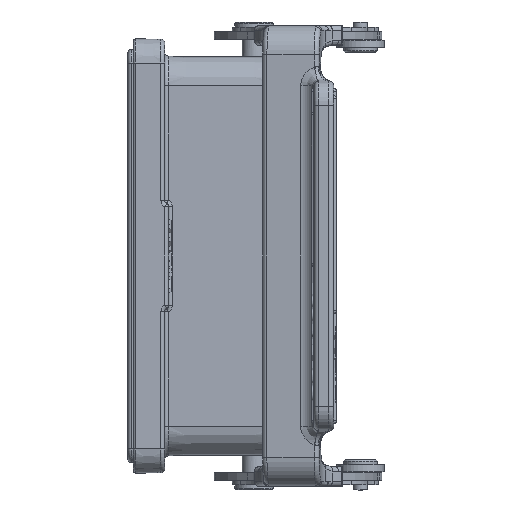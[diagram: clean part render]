
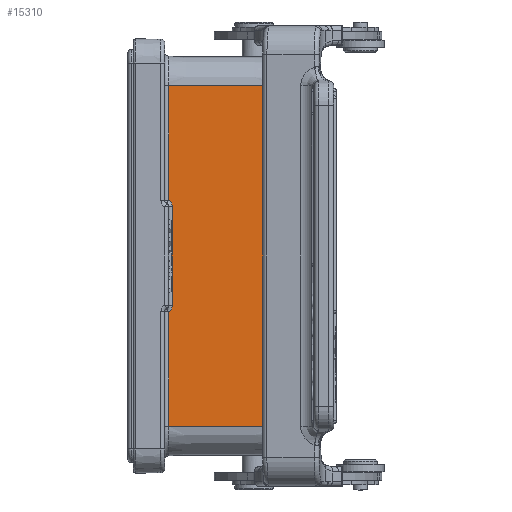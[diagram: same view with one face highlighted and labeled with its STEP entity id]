
A CAD part, left-side view. The second image highlights one B-rep face of the part: STEP entity #15310.
In plain terms, the highlighted planar face has unit normal (-1, -0.009, 0).
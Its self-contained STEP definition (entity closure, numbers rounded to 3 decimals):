
#3960=ELLIPSE('',#43303,1.6,1.6);
#3961=ELLIPSE('',#43311,1.6,1.6);
#6238=PLANE('',#43312);
#7393=LINE('',#64269,#10159);
#8441=LINE('',#75089,#11253);
#8563=LINE('',#75387,#11375);
#8565=LINE('',#75393,#11377);
#8566=LINE('',#75396,#11378);
#8567=LINE('',#75398,#11379);
#10159=VECTOR('',#48422,1.);
#11253=VECTOR('',#52088,1.);
#11375=VECTOR('',#52336,1.);
#11377=VECTOR('',#52342,1.);
#11378=VECTOR('',#52345,1.);
#11379=VECTOR('',#52346,1.);
#15310=ADVANCED_FACE('',(#17245),#6238,.T.);
#17245=FACE_OUTER_BOUND('',#19554,.T.);
#19554=EDGE_LOOP('',(#27731,#27732,#27733,#27734,#27735,#27736,#27737,#27738));
#27731=ORIENTED_EDGE('',*,*,#38400,.F.);
#27732=ORIENTED_EDGE('',*,*,#38408,.T.);
#27733=ORIENTED_EDGE('',*,*,#38409,.F.);
#27734=ORIENTED_EDGE('',*,*,#36328,.T.);
#27735=ORIENTED_EDGE('',*,*,#38270,.T.);
#27736=ORIENTED_EDGE('',*,*,#38410,.T.);
#27737=ORIENTED_EDGE('',*,*,#38411,.T.);
#27738=ORIENTED_EDGE('',*,*,#38405,.T.);
#32187=VERTEX_POINT('',#64263);
#32190=VERTEX_POINT('',#64268);
#33479=VERTEX_POINT('',#75088);
#33565=VERTEX_POINT('',#75361);
#33567=VERTEX_POINT('',#75365);
#33569=VERTEX_POINT('',#75388);
#33571=VERTEX_POINT('',#75394);
#33572=VERTEX_POINT('',#75397);
#36328=EDGE_CURVE('',#32187,#32190,#7393,.T.);
#38270=EDGE_CURVE('',#32190,#33479,#8441,.T.);
#38400=EDGE_CURVE('',#33567,#33565,#3960,.T.);
#38405=EDGE_CURVE('',#33569,#33565,#8563,.T.);
#38408=EDGE_CURVE('',#33567,#33571,#8565,.T.);
#38409=EDGE_CURVE('',#32187,#33571,#3961,.T.);
#38410=EDGE_CURVE('',#33479,#33572,#8566,.T.);
#38411=EDGE_CURVE('',#33572,#33569,#8567,.T.);
#43303=AXIS2_PLACEMENT_3D('',#75366,#52322,#52323);
#43311=AXIS2_PLACEMENT_3D('',#75395,#52343,#52344);
#43312=AXIS2_PLACEMENT_3D('',#75399,#52347,#52348);
#48422=DIRECTION('',(0.,0.,-1.));
#52088=DIRECTION('',(0.009,-1.,0.));
#52322=DIRECTION('',(-1.,-0.009,0.));
#52323=DIRECTION('',(-0.009,1.,0.));
#52336=DIRECTION('',(0.,0.,-1.));
#52342=DIRECTION('',(0.,0.,-1.));
#52343=DIRECTION('',(-1.,-0.009,0.));
#52344=DIRECTION('',(-0.009,1.,0.));
#52345=DIRECTION('',(0.,0.,1.));
#52346=DIRECTION('',(-0.009,1.,0.));
#52347=DIRECTION('',(-1.,-0.009,0.));
#52348=DIRECTION('',(0.,0.,-1.));
#64263=CARTESIAN_POINT('',(-46.935,21.207,-11.586));
#64268=CARTESIAN_POINT('',(-46.935,21.207,-35.25));
#64269=CARTESIAN_POINT('',(-46.935,21.207,-44.125));
#75088=CARTESIAN_POINT('',(-46.75,0.,-35.25));
#75089=CARTESIAN_POINT('',(-46.842,10.55,-35.25));
#75361=CARTESIAN_POINT('',(-46.935,21.207,11.586));
#75365=CARTESIAN_POINT('',(-46.928,20.407,10.2));
#75366=CARTESIAN_POINT('',(-46.942,22.007,10.2));
#75387=CARTESIAN_POINT('',(-46.935,21.207,-44.125));
#75388=CARTESIAN_POINT('',(-46.935,21.207,35.25));
#75393=CARTESIAN_POINT('',(-46.928,20.407,0.));
#75394=CARTESIAN_POINT('',(-46.928,20.407,-10.2));
#75395=CARTESIAN_POINT('',(-46.942,22.007,-10.2));
#75396=CARTESIAN_POINT('',(-46.75,0.,-35.25));
#75397=CARTESIAN_POINT('',(-46.75,0.,35.25));
#75398=CARTESIAN_POINT('',(-46.842,10.55,35.25));
#75399=CARTESIAN_POINT('',(-46.75,0.,-44.125));
